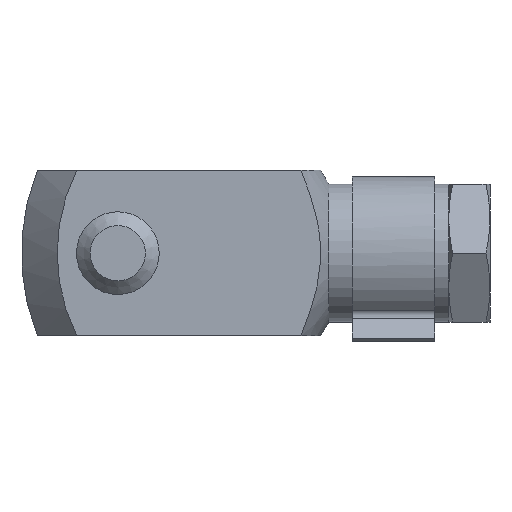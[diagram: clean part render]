
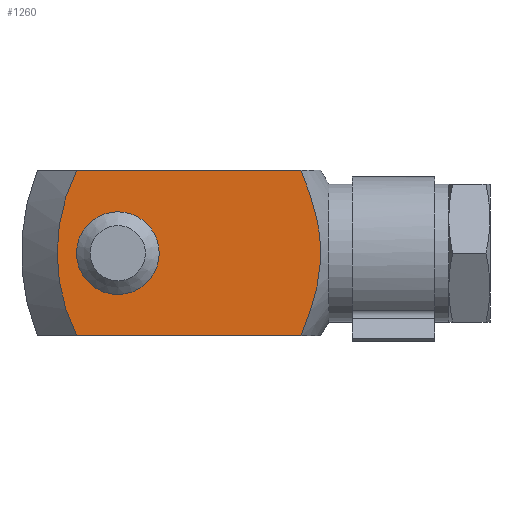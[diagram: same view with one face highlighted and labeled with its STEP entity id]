
A CAD part, front view. The second image highlights one B-rep face of the part: STEP entity #1260.
In plain terms, the highlighted planar face has unit normal (0, -1, 0).
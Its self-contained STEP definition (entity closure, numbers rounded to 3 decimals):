
#66=B_SPLINE_CURVE_WITH_KNOTS('',3,(#1824,#1825,#1826,#1827,#1828,#1829,
#1830),.UNSPECIFIED.,.F.,.F.,(4,1,1,1,4),(0.014,0.017,
0.021,0.024,0.027),.UNSPECIFIED.);
#94=LINE('',#1778,#174);
#97=LINE('',#1806,#177);
#174=VECTOR('',#1462,1000.);
#177=VECTOR('',#1467,1000.);
#271=ORIENTED_EDGE('',*,*,#575,.T.);
#272=ORIENTED_EDGE('',*,*,#563,.F.);
#273=ORIENTED_EDGE('',*,*,#576,.T.);
#274=ORIENTED_EDGE('',*,*,#569,.T.);
#275=ORIENTED_EDGE('',*,*,#577,.T.);
#563=EDGE_CURVE('',#715,#716,#94,.T.);
#569=EDGE_CURVE('',#722,#721,#97,.T.);
#575=EDGE_CURVE('',#727,#727,#808,.T.);
#576=EDGE_CURVE('',#715,#722,#809,.F.);
#577=EDGE_CURVE('',#721,#716,#66,.T.);
#715=VERTEX_POINT('',#1777);
#716=VERTEX_POINT('',#1779);
#721=VERTEX_POINT('',#1805);
#722=VERTEX_POINT('',#1807);
#727=VERTEX_POINT('',#1822);
#808=CIRCLE('',#1341,3.);
#809=CIRCLE('',#1342,13.4);
#853=EDGE_LOOP('',(#271));
#854=EDGE_LOOP('',(#272,#273,#274,#275));
#936=FACE_BOUND('',#853,.T.);
#937=FACE_BOUND('',#854,.T.);
#1018=PLANE('',#1340);
#1260=ADVANCED_FACE('',(#936,#937),#1018,.F.);
#1340=AXIS2_PLACEMENT_3D('',#1820,#1472,#1473);
#1341=AXIS2_PLACEMENT_3D('',#1821,#1474,#1475);
#1342=AXIS2_PLACEMENT_3D('',#1823,#1476,#1477);
#1462=DIRECTION('',(1.,0.,0.));
#1467=DIRECTION('',(1.,0.,0.));
#1472=DIRECTION('',(0.,1.,0.));
#1473=DIRECTION('',(0.,0.,1.));
#1474=DIRECTION('',(0.,1.,0.));
#1475=DIRECTION('',(0.,0.,-1.));
#1476=DIRECTION('',(0.,1.,0.));
#1477=DIRECTION('',(0.,0.,1.));
#1777=CARTESIAN_POINT('',(-26.982,-6.,6.));
#1778=CARTESIAN_POINT('',(-31.,-6.,6.));
#1779=CARTESIAN_POINT('',(-10.712,-6.,6.));
#1805=CARTESIAN_POINT('',(-10.712,-6.,-6.));
#1806=CARTESIAN_POINT('',(-31.,-6.,-6.));
#1807=CARTESIAN_POINT('',(-26.982,-6.,-6.));
#1820=CARTESIAN_POINT('',(-31.,-6.,-6.));
#1821=CARTESIAN_POINT('',(-24.,-6.,0.));
#1822=CARTESIAN_POINT('',(-24.,-6.,-3.));
#1823=CARTESIAN_POINT('',(-15.,-6.,0.));
#1824=CARTESIAN_POINT('',(-10.712,-6.,-6.));
#1825=CARTESIAN_POINT('',(-10.321,-6.,-5.041));
#1826=CARTESIAN_POINT('',(-9.605,-6.,-3.082));
#1827=CARTESIAN_POINT('',(-9.112,-6.,-0.006));
#1828=CARTESIAN_POINT('',(-9.611,-6.,3.108));
#1829=CARTESIAN_POINT('',(-10.32,-6.,5.04));
#1830=CARTESIAN_POINT('',(-10.712,-6.,6.));
